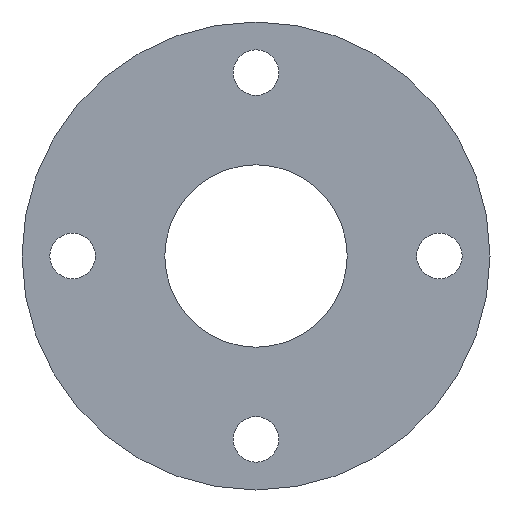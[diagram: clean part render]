
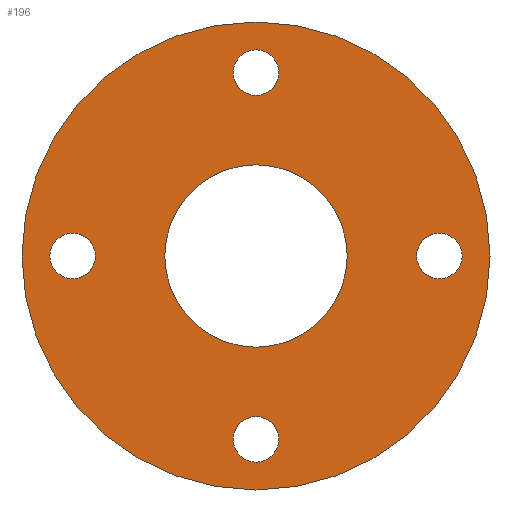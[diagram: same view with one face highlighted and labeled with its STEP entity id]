
A CAD part, front view. The second image highlights one B-rep face of the part: STEP entity #196.
In plain terms, the highlighted planar face has unit normal (0, -1, 0).
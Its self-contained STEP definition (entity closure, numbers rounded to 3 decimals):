
#30=ORIENTED_EDGE('',*,*,#66,.F.);
#31=ORIENTED_EDGE('',*,*,#67,.F.);
#32=ORIENTED_EDGE('',*,*,#68,.F.);
#33=ORIENTED_EDGE('',*,*,#69,.F.);
#34=ORIENTED_EDGE('',*,*,#70,.T.);
#35=ORIENTED_EDGE('',*,*,#71,.T.);
#66=EDGE_CURVE('',#84,#84,#102,.T.);
#67=EDGE_CURVE('',#85,#85,#103,.T.);
#68=EDGE_CURVE('',#86,#86,#104,.T.);
#69=EDGE_CURVE('',#87,#87,#105,.T.);
#70=EDGE_CURVE('',#88,#88,#106,.T.);
#71=EDGE_CURVE('',#89,#89,#107,.T.);
#84=VERTEX_POINT('',#324);
#85=VERTEX_POINT('',#326);
#86=VERTEX_POINT('',#328);
#87=VERTEX_POINT('',#330);
#88=VERTEX_POINT('',#332);
#89=VERTEX_POINT('',#334);
#102=CIRCLE('',#224,9.);
#103=CIRCLE('',#225,9.);
#104=CIRCLE('',#226,9.);
#105=CIRCLE('',#227,9.);
#106=CIRCLE('',#228,92.5);
#107=CIRCLE('',#229,36.05);
#120=EDGE_LOOP('',(#30));
#121=EDGE_LOOP('',(#31));
#122=EDGE_LOOP('',(#32));
#123=EDGE_LOOP('',(#33));
#124=EDGE_LOOP('',(#34));
#125=EDGE_LOOP('',(#35));
#156=FACE_BOUND('',#120,.T.);
#157=FACE_BOUND('',#121,.T.);
#158=FACE_BOUND('',#122,.T.);
#159=FACE_BOUND('',#123,.T.);
#160=FACE_BOUND('',#124,.T.);
#161=FACE_BOUND('',#125,.T.);
#192=PLANE('',#223);
#196=ADVANCED_FACE('',(#156,#157,#158,#159,#160,#161),#192,.T.);
#223=AXIS2_PLACEMENT_3D('',#322,#257,#258);
#224=AXIS2_PLACEMENT_3D('',#323,#259,#260);
#225=AXIS2_PLACEMENT_3D('',#325,#261,#262);
#226=AXIS2_PLACEMENT_3D('',#327,#263,#264);
#227=AXIS2_PLACEMENT_3D('',#329,#265,#266);
#228=AXIS2_PLACEMENT_3D('',#331,#267,#268);
#229=AXIS2_PLACEMENT_3D('',#333,#269,#270);
#257=DIRECTION('',(0.,-1.,0.));
#258=DIRECTION('',(0.,0.,-1.));
#259=DIRECTION('',(0.,-1.,0.));
#260=DIRECTION('',(1.,0.,0.));
#261=DIRECTION('',(0.,-1.,0.));
#262=DIRECTION('',(1.,0.,0.));
#263=DIRECTION('',(0.,-1.,0.));
#264=DIRECTION('',(1.,0.,0.));
#265=DIRECTION('',(0.,-1.,0.));
#266=DIRECTION('',(1.,0.,0.));
#267=DIRECTION('',(0.,-1.,0.));
#268=DIRECTION('',(1.,0.,0.));
#269=DIRECTION('',(0.,1.,0.));
#270=DIRECTION('',(1.,0.,0.));
#322=CARTESIAN_POINT('',(0.,0.,0.));
#323=CARTESIAN_POINT('',(72.5,0.,0.));
#324=CARTESIAN_POINT('',(81.5,0.,0.));
#325=CARTESIAN_POINT('',(-72.5,0.,0.));
#326=CARTESIAN_POINT('',(-63.5,0.,0.));
#327=CARTESIAN_POINT('',(0.,0.,-72.5));
#328=CARTESIAN_POINT('',(9.,0.,-72.5));
#329=CARTESIAN_POINT('',(0.,0.,72.5));
#330=CARTESIAN_POINT('',(9.,0.,72.5));
#331=CARTESIAN_POINT('',(0.,0.,0.));
#332=CARTESIAN_POINT('',(92.5,0.,0.));
#333=CARTESIAN_POINT('',(0.,0.,0.));
#334=CARTESIAN_POINT('',(36.05,0.,0.));
